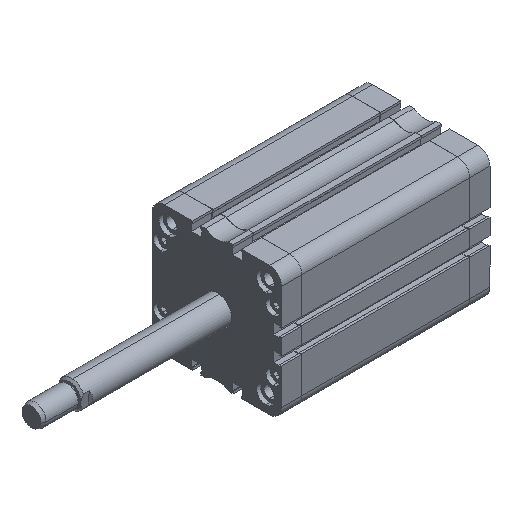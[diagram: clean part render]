
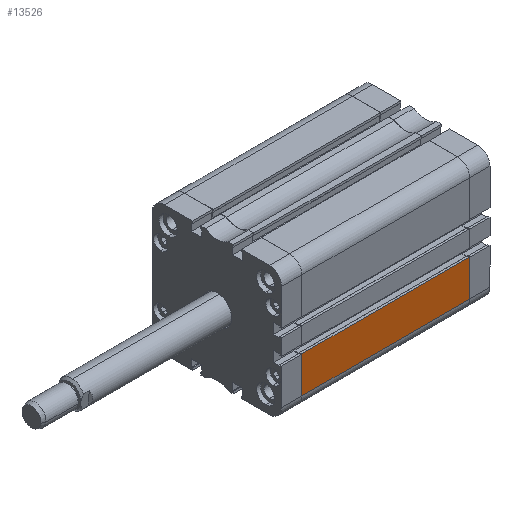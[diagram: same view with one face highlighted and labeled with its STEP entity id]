
A CAD part, isometric view. The second image highlights one B-rep face of the part: STEP entity #13526.
In plain terms, the highlighted planar face has unit normal (0, -1, 0).
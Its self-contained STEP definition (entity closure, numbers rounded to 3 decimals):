
#637 = DIRECTION ( 'NONE',  ( -1., 0., 0. ) ) ;
#673 = CARTESIAN_POINT ( 'NONE',  ( 124., -47.75, -47.75 ) ) ;
#1407 = LINE ( 'NONE', #11294, #5918 ) ;
#1716 = LINE ( 'NONE', #5581, #13834 ) ;
#2367 = DIRECTION ( 'NONE',  ( 0., 0., 1. ) ) ;
#4239 = CARTESIAN_POINT ( 'NONE',  ( 124., -47.75, -47.75 ) ) ;
#4817 = VERTEX_POINT ( 'NONE', #19410 ) ;
#5581 = CARTESIAN_POINT ( 'NONE',  ( 124., -47.75, -38.75 ) ) ;
#5918 = VECTOR ( 'NONE', #637, 1000. ) ;
#5992 = DIRECTION ( 'NONE',  ( 0., 1., 0. ) ) ;
#6566 = VERTEX_POINT ( 'NONE', #14904 ) ;
#7394 = FACE_OUTER_BOUND ( 'NONE', #7997, .T. ) ;
#7814 = CARTESIAN_POINT ( 'NONE',  ( 0., -47.75, -47.75 ) ) ;
#7818 = DIRECTION ( 'NONE',  ( 0., 0., -1. ) ) ;
#7997 = EDGE_LOOP ( 'NONE', ( #8805, #21117, #10884, #16769 ) ) ;
#8805 = ORIENTED_EDGE ( 'NONE', *, *, #21405, .T. ) ;
#9188 = EDGE_CURVE ( 'NONE', #6566, #19951, #22282, .T. ) ;
#10522 = EDGE_CURVE ( 'NONE', #22025, #4817, #16740, .T. ) ;
#10759 = VECTOR ( 'NONE', #16737, 1000. ) ;
#10884 = ORIENTED_EDGE ( 'NONE', *, *, #11387, .T. ) ;
#11294 = CARTESIAN_POINT ( 'NONE',  ( 124.001, -47.75, -11.8 ) ) ;
#11387 = EDGE_CURVE ( 'NONE', #19951, #4817, #1716, .T. ) ;
#11948 = VECTOR ( 'NONE', #7818, 1000. ) ;
#13526 = ADVANCED_FACE ( 'NONE', ( #7394 ), #20086, .F. ) ;
#13834 = VECTOR ( 'NONE', #18017, 1000. ) ;
#14904 = CARTESIAN_POINT ( 'NONE',  ( 0., -47.75, -11.8 ) ) ;
#15650 = CARTESIAN_POINT ( 'NONE',  ( 124., -47.75, -11.8 ) ) ;
#16737 = DIRECTION ( 'NONE',  ( 0., 0., -1. ) ) ;
#16740 = LINE ( 'NONE', #673, #11948 ) ;
#16769 = ORIENTED_EDGE ( 'NONE', *, *, #10522, .F. ) ;
#16927 = CARTESIAN_POINT ( 'NONE',  ( 0., -47.75, -38.75 ) ) ;
#17687 = AXIS2_PLACEMENT_3D ( 'NONE', #4239, #5992, #2367 ) ;
#18017 = DIRECTION ( 'NONE',  ( 1., 0., 0. ) ) ;
#19410 = CARTESIAN_POINT ( 'NONE',  ( 124., -47.75, -38.75 ) ) ;
#19951 = VERTEX_POINT ( 'NONE', #16927 ) ;
#20086 = PLANE ( 'NONE',  #17687 ) ;
#21117 = ORIENTED_EDGE ( 'NONE', *, *, #9188, .T. ) ;
#21405 = EDGE_CURVE ( 'NONE', #22025, #6566, #1407, .T. ) ;
#22025 = VERTEX_POINT ( 'NONE', #15650 ) ;
#22282 = LINE ( 'NONE', #7814, #10759 ) ;
